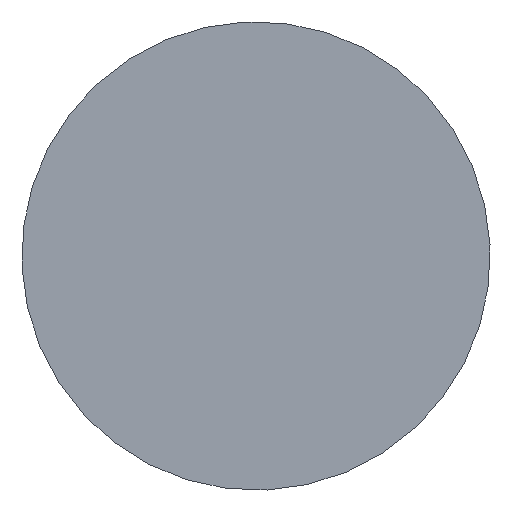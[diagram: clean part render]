
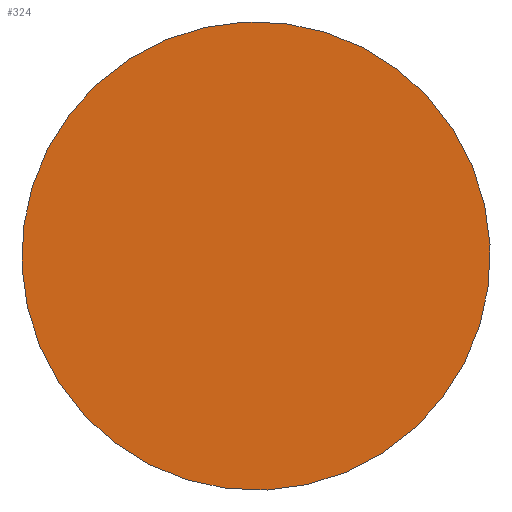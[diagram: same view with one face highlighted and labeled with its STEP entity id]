
A CAD part, front view. The second image highlights one B-rep face of the part: STEP entity #324.
In plain terms, the highlighted planar face has unit normal (0, -1, 0).
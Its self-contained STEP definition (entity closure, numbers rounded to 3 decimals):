
#62=FACE_OUTER_BOUND('',#82,.T.);
#82=EDGE_LOOP('',(#220,#221));
#109=CIRCLE('',#375,50.);
#110=CIRCLE('',#376,50.);
#131=VERTEX_POINT('',#522);
#132=VERTEX_POINT('',#523);
#165=EDGE_CURVE('',#131,#132,#109,.T.);
#166=EDGE_CURVE('',#132,#131,#110,.T.);
#220=ORIENTED_EDGE('',*,*,#165,.T.);
#221=ORIENTED_EDGE('',*,*,#166,.T.);
#292=PLANE('',#378);
#324=ADVANCED_FACE('',(#62),#292,.T.);
#375=AXIS2_PLACEMENT_3D('',#524,#436,#437);
#376=AXIS2_PLACEMENT_3D('',#525,#438,#439);
#378=AXIS2_PLACEMENT_3D('',#527,#442,#443);
#436=DIRECTION('center_axis',(0.,-1.,0.));
#437=DIRECTION('ref_axis',(0.922,0.,0.386));
#438=DIRECTION('center_axis',(0.,-1.,0.));
#439=DIRECTION('ref_axis',(0.922,0.,0.386));
#442=DIRECTION('center_axis',(0.,-1.,0.));
#443=DIRECTION('ref_axis',(0.386,0.,-0.922));
#522=CARTESIAN_POINT('',(46.119,-21.,19.313));
#523=CARTESIAN_POINT('',(-19.313,-21.,46.119));
#524=CARTESIAN_POINT('Origin',(0.,-21.,0.));
#525=CARTESIAN_POINT('Origin',(0.,-21.,0.));
#527=CARTESIAN_POINT('Origin',(23.06,-21.,9.657));
